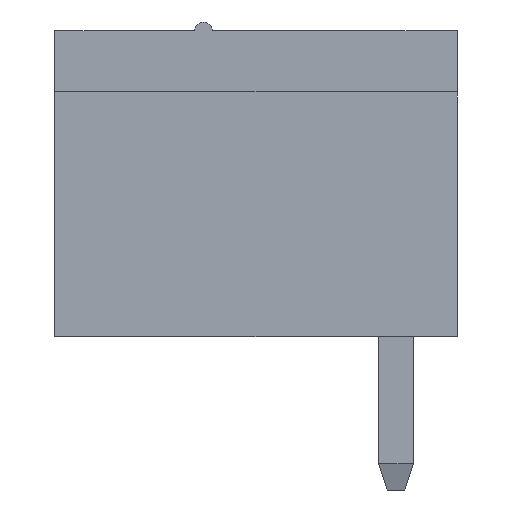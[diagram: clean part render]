
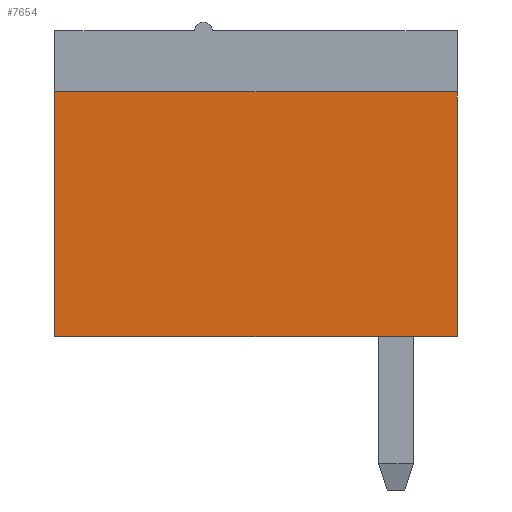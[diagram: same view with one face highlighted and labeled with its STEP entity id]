
A CAD part, left-side view. The second image highlights one B-rep face of the part: STEP entity #7654.
In plain terms, the highlighted planar face has unit normal (-1, 0, 0).
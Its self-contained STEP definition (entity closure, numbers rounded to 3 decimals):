
#199=PLANE('',#8131);
#585=FACE_OUTER_BOUND('',#1031,.T.);
#1031=EDGE_LOOP('',(#6198,#6199,#6200,#6201));
#1833=LINE('',#26938,#2693);
#1878=LINE('',#27036,#2738);
#1895=LINE('',#27074,#2755);
#1949=LINE('',#27189,#2809);
#2693=VECTOR('',#9151,5.6);
#2738=VECTOR('',#9210,9.2);
#2755=VECTOR('',#9247,5.6);
#2809=VECTOR('',#9311,9.2);
#3563=VERTEX_POINT('',#26935);
#3564=VERTEX_POINT('',#26937);
#3610=VERTEX_POINT('',#27035);
#3621=VERTEX_POINT('',#27073);
#4465=EDGE_CURVE('',#3563,#3564,#1833,.T.);
#4516=EDGE_CURVE('',#3610,#3564,#1878,.T.);
#4535=EDGE_CURVE('',#3621,#3610,#1895,.T.);
#4593=EDGE_CURVE('',#3563,#3621,#1949,.T.);
#6198=ORIENTED_EDGE('',*,*,#4593,.T.);
#6199=ORIENTED_EDGE('',*,*,#4535,.T.);
#6200=ORIENTED_EDGE('',*,*,#4516,.T.);
#6201=ORIENTED_EDGE('',*,*,#4465,.F.);
#7654=ADVANCED_FACE('',(#585),#199,.T.);
#8131=AXIS2_PLACEMENT_3D('',#27190,#9312,#9313);
#9151=DIRECTION('',(0.,0.,-1.));
#9210=DIRECTION('',(0.,-1.,0.));
#9247=DIRECTION('',(0.,0.,-1.));
#9311=DIRECTION('',(0.,1.,0.));
#9312=DIRECTION('center_axis',(-1.,0.,0.));
#9313=DIRECTION('ref_axis',(0.,0.,1.));
#26935=CARTESIAN_POINT('',(-5.2,0.,2.1));
#26937=CARTESIAN_POINT('',(-5.2,0.,-3.5));
#26938=CARTESIAN_POINT('',(-5.2,0.,2.1));
#27035=CARTESIAN_POINT('',(-5.2,9.2,-3.5));
#27036=CARTESIAN_POINT('',(-5.2,9.2,-3.5));
#27073=CARTESIAN_POINT('',(-5.2,9.2,2.1));
#27074=CARTESIAN_POINT('',(-5.2,9.2,2.1));
#27189=CARTESIAN_POINT('',(-5.2,0.,2.1));
#27190=CARTESIAN_POINT('Origin',(-5.2,0.,-3.5));
